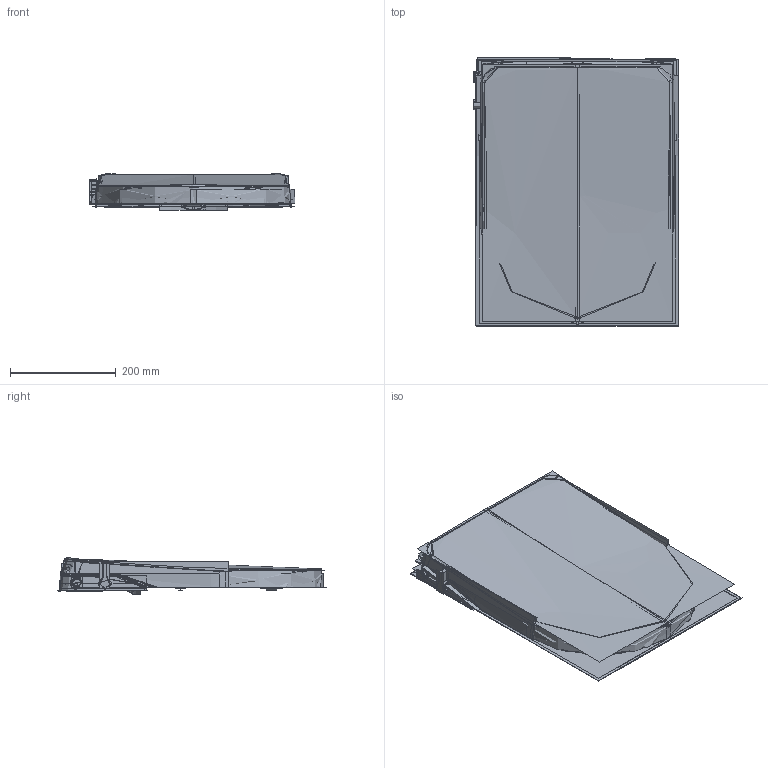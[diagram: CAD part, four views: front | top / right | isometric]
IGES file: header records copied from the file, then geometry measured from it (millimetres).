
Start section:  PTC IGES file: fb104_asm.igs
Global section: file name: fb104_asm.igs; native system: Pro/ENGINEER by Parametric Technology Corporation; preprocessor: 2010020; author: yqcai; organization: Unknown; date: 20120515.162928; units: millimetre
Bounding box: 388.44 x 506.26 x 69.31 mm (x, y, z)
Surface area: 12185142.2 mm2 (no closed solid volume)
Topology: 0 solids, 0 shells, 6805 faces, 117818 edges, 153465 vertices
Faces by surface type: bspline 4262, revolution 2329, extrusion 214
